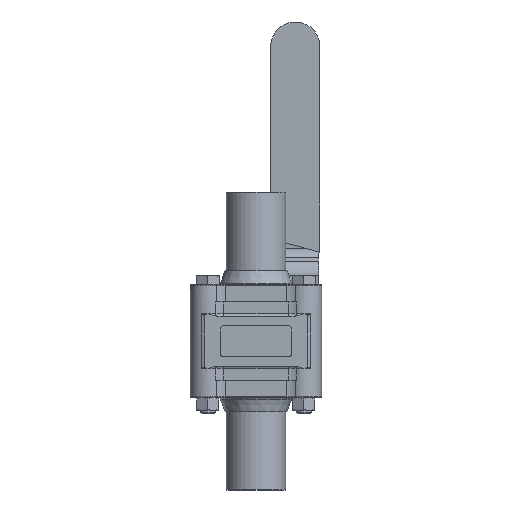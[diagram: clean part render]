
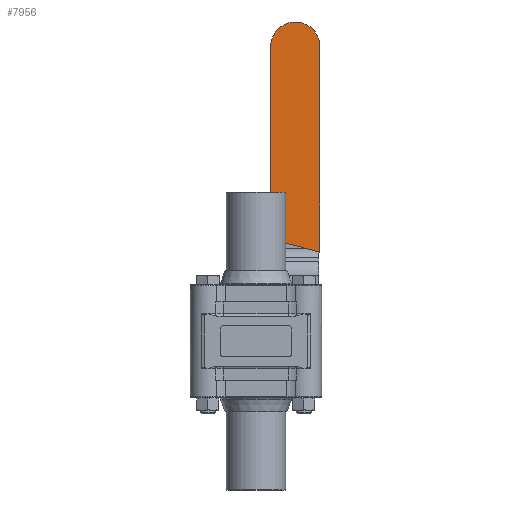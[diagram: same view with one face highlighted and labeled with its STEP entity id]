
A CAD part, front view. The second image highlights one B-rep face of the part: STEP entity #7956.
In plain terms, the highlighted planar face has unit normal (0, -1, 0).
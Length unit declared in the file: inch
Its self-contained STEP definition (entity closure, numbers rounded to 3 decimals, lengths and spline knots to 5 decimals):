
#426=LINE('',#10945,#855);
#429=LINE('',#10950,#858);
#794=LINE('',#15699,#1223);
#855=VECTOR('',#8940,4.83796);
#858=VECTOR('',#8945,1.28374);
#1223=VECTOR('',#10480,5.17022);
#1436=PLANE('',#8692);
#2421=FACE_OUTER_BOUND('',#2934,.T.);
#2934=EDGE_LOOP('',(#6941,#6942,#6943,#6944));
#3341=CIRCLE('',#8691,0.62);
#3439=VERTEX_POINT('',#10942);
#3440=VERTEX_POINT('',#10944);
#3441=VERTEX_POINT('',#10948);
#4016=VERTEX_POINT('',#15697);
#4146=EDGE_CURVE('',#3439,#3440,#426,.T.);
#4149=EDGE_CURVE('',#3441,#3439,#429,.T.);
#5037=EDGE_CURVE('',#3441,#4016,#794,.T.);
#5038=EDGE_CURVE('',#4016,#3440,#3341,.T.);
#6941=ORIENTED_EDGE('',*,*,#5037,.T.);
#6942=ORIENTED_EDGE('',*,*,#5038,.T.);
#6943=ORIENTED_EDGE('',*,*,#4146,.F.);
#6944=ORIENTED_EDGE('',*,*,#4149,.F.);
#7956=ADVANCED_FACE('',(#2421),#1436,.T.);
#8691=AXIS2_PLACEMENT_3D('',#15701,#10483,#10484);
#8692=AXIS2_PLACEMENT_3D('',#15702,#10485,#10486);
#8940=DIRECTION('',(0.,0.,1.));
#8945=DIRECTION('',(-0.966,0.,0.259));
#10480=DIRECTION('',(0.,0.,1.));
#10483=DIRECTION('center_axis',(0.,-1.,0.));
#10484=DIRECTION('ref_axis',(1.,0.,0.));
#10485=DIRECTION('center_axis',(0.,-1.,0.));
#10486=DIRECTION('ref_axis',(1.,0.,0.));
#10942=CARTESIAN_POINT('',(0.37,2.74106,2.57204));
#10944=CARTESIAN_POINT('',(0.37,2.74106,7.41));
#10945=CARTESIAN_POINT('',(0.37,2.74106,2.57204));
#10948=CARTESIAN_POINT('',(1.61,2.74106,2.23978));
#10950=CARTESIAN_POINT('',(1.61,2.74106,2.23978));
#15697=CARTESIAN_POINT('',(1.61,2.74106,7.41));
#15699=CARTESIAN_POINT('',(1.61,2.74106,2.23978));
#15701=CARTESIAN_POINT('Origin',(0.99,2.74106,7.41));
#15702=CARTESIAN_POINT('Origin',(0.99,2.74106,7.41));
